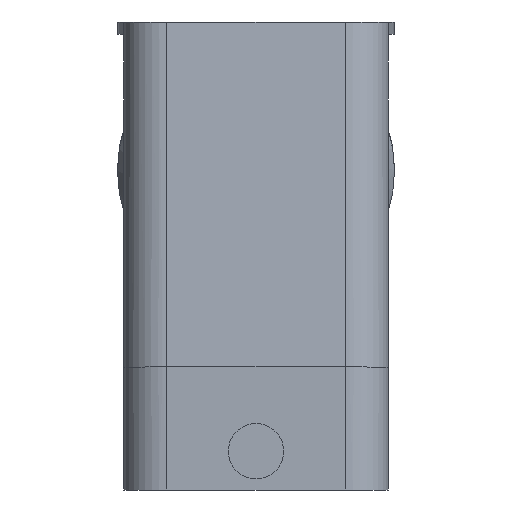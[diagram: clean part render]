
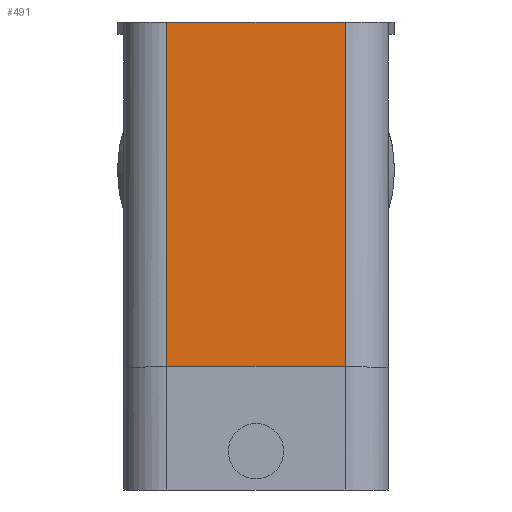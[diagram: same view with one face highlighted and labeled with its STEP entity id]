
A CAD part, left-side view. The second image highlights one B-rep face of the part: STEP entity #491.
In plain terms, the highlighted planar face has unit normal (-0.999, 0, 0.052).
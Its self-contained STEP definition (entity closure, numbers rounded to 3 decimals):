
#491 = ADVANCED_FACE( '', ( #1038 ), #1039, .T. );
#1038 = FACE_OUTER_BOUND( '', #1627, .T. );
#1039 = PLANE( '', #1628 );
#1627 = EDGE_LOOP( '', ( #3122, #3123, #3124, #3125 ) );
#1628 = AXIS2_PLACEMENT_3D( '', #3126, #3127, #3128 );
#3122 = ORIENTED_EDGE( '', *, *, #3822, .F. );
#3123 = ORIENTED_EDGE( '', *, *, #3626, .F. );
#3124 = ORIENTED_EDGE( '', *, *, #3950, .T. );
#3125 = ORIENTED_EDGE( '', *, *, #4035, .T. );
#3126 = CARTESIAN_POINT( '', ( -60., 0., 20. ) );
#3127 = DIRECTION( '', ( -0.999, 0., 0.052 ) );
#3128 = DIRECTION( '', ( 0.052, 0., 0.999 ) );
#3626 = EDGE_CURVE( '', #4378, #4379, #4380, .T. );
#3822 = EDGE_CURVE( '', #4379, #4679, #4680, .T. );
#3950 = EDGE_CURVE( '', #4378, #4476, #4865, .T. );
#4035 = EDGE_CURVE( '', #4476, #4679, #4963, .T. );
#4378 = VERTEX_POINT( '', #5549 );
#4379 = VERTEX_POINT( '', #5550 );
#4380 = LINE( '', #5551, #5552 );
#4476 = VERTEX_POINT( '', #5701 );
#4679 = VERTEX_POINT( '', #6084 );
#4680 = LINE( '', #6085, #6086 );
#4865 = LINE( '', #6393, #6394 );
#4963 = LINE( '', #6598, #6599 );
#5549 = CARTESIAN_POINT( '', ( -60., 14.5, 20. ) );
#5550 = CARTESIAN_POINT( '', ( -57.1, 14.5, 76. ) );
#5551 = CARTESIAN_POINT( '', ( -57.1, 14.5, 76. ) );
#5552 = VECTOR( '', #6852, 1000. );
#5701 = CARTESIAN_POINT( '', ( -60., -14.5, 20. ) );
#6084 = CARTESIAN_POINT( '', ( -57.1, -14.5, 76. ) );
#6085 = CARTESIAN_POINT( '', ( -57.1, 0., 76. ) );
#6086 = VECTOR( '', #7044, 1000. );
#6393 = CARTESIAN_POINT( '', ( -60., 0., 20. ) );
#6394 = VECTOR( '', #7195, 1000. );
#6598 = CARTESIAN_POINT( '', ( -57.1, -14.5, 76. ) );
#6599 = VECTOR( '', #7256, 1000. );
#6852 = DIRECTION( '', ( 0.052, 0., 0.999 ) );
#7044 = DIRECTION( '', ( 0., -1., 0. ) );
#7195 = DIRECTION( '', ( 0., -1., 0. ) );
#7256 = DIRECTION( '', ( 0.052, 0., 0.999 ) );
